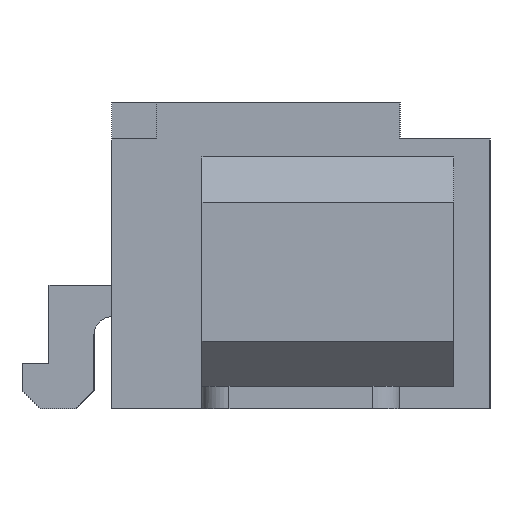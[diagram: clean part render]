
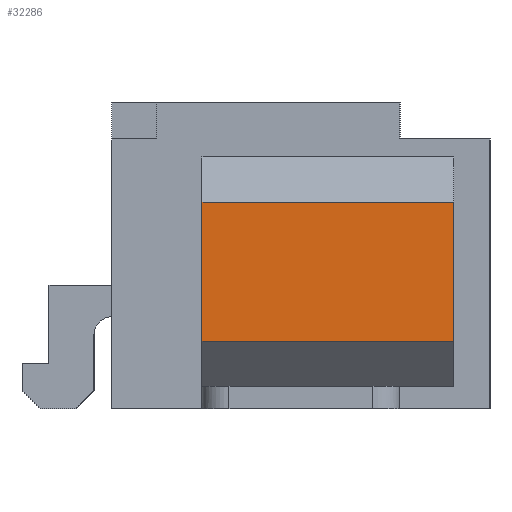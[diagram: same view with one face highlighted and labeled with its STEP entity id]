
A CAD part, left-side view. The second image highlights one B-rep face of the part: STEP entity #32286.
In plain terms, the highlighted planar face has unit normal (-1, 0, 0).
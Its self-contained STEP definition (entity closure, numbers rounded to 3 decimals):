
#11369 = PLANE('',#11370);
#11370 = AXIS2_PLACEMENT_3D('',#11371,#11372,#11373);
#11371 = CARTESIAN_POINT('',(-10.25,-0.35,0.25));
#11372 = DIRECTION('',(0.,-1.,0.));
#11373 = DIRECTION('',(0.,0.,-1.));
#11591 = PLANE('',#11592);
#11592 = AXIS2_PLACEMENT_3D('',#11593,#11594,#11595);
#11593 = CARTESIAN_POINT('',(-10.25,-3.15,0.25));
#11594 = DIRECTION('',(0.,-1.,0.));
#11595 = DIRECTION('',(0.,0.,-1.));
#25220 = PLANE('',#25221);
#25221 = AXIS2_PLACEMENT_3D('',#25222,#25223,#25224);
#25222 = CARTESIAN_POINT('',(-12.,-0.35,2.3));
#25223 = DIRECTION('',(0.,0.,1.));
#25224 = DIRECTION('',(1.,0.,0.));
#25304 = VERTEX_POINT('',#25305);
#25305 = CARTESIAN_POINT('',(-12.,-3.15,2.3));
#25326 = EDGE_CURVE('',#25327,#25304,#25329,.T.);
#25327 = VERTEX_POINT('',#25328);
#25328 = CARTESIAN_POINT('',(-12.,-3.15,0.75));
#25329 = SURFACE_CURVE('',#25330,(#25334,#25341),.PCURVE_S1.);
#25330 = LINE('',#25331,#25332);
#25331 = CARTESIAN_POINT('',(-12.,-3.15,0.75));
#25332 = VECTOR('',#25333,1.);
#25333 = DIRECTION('',(0.,0.,1.));
#25334 = PCURVE('',#11591,#25335);
#25335 = DEFINITIONAL_REPRESENTATION('',(#25336),#25340);
#25336 = LINE('',#25337,#25338);
#25337 = CARTESIAN_POINT('',(-0.5,-1.75));
#25338 = VECTOR('',#25339,1.);
#25339 = DIRECTION('',(-1.,0.));
#25340 = ( GEOMETRIC_REPRESENTATION_CONTEXT(2)
PARAMETRIC_REPRESENTATION_CONTEXT() REPRESENTATION_CONTEXT('2D SPACE',''
) );
#25341 = PCURVE('',#25342,#25347);
#25342 = PLANE('',#25343);
#25343 = AXIS2_PLACEMENT_3D('',#25344,#25345,#25346);
#25344 = CARTESIAN_POINT('',(-12.,-0.35,0.75));
#25345 = DIRECTION('',(-1.,0.,0.));
#25346 = DIRECTION('',(0.,0.,1.));
#25347 = DEFINITIONAL_REPRESENTATION('',(#25348),#25352);
#25348 = LINE('',#25349,#25350);
#25349 = CARTESIAN_POINT('',(0.,-2.8));
#25350 = VECTOR('',#25351,1.);
#25351 = DIRECTION('',(1.,0.));
#25352 = ( GEOMETRIC_REPRESENTATION_CONTEXT(2)
PARAMETRIC_REPRESENTATION_CONTEXT() REPRESENTATION_CONTEXT('2D SPACE',''
) );
#25368 = PLANE('',#25369);
#25369 = AXIS2_PLACEMENT_3D('',#25370,#25371,#25372);
#25370 = CARTESIAN_POINT('',(-11.5,-0.35,0.25));
#25371 = DIRECTION('',(-0.707,0.,-0.707));
#25372 = DIRECTION('',(-0.707,0.,0.707));
#26096 = VERTEX_POINT('',#26097);
#26097 = CARTESIAN_POINT('',(-12.,-0.35,2.3));
#26118 = EDGE_CURVE('',#26119,#26096,#26121,.T.);
#26119 = VERTEX_POINT('',#26120);
#26120 = CARTESIAN_POINT('',(-12.,-0.35,0.75));
#26121 = SURFACE_CURVE('',#26122,(#26126,#26133),.PCURVE_S1.);
#26122 = LINE('',#26123,#26124);
#26123 = CARTESIAN_POINT('',(-12.,-0.35,0.75));
#26124 = VECTOR('',#26125,1.);
#26125 = DIRECTION('',(0.,0.,1.));
#26126 = PCURVE('',#11369,#26127);
#26127 = DEFINITIONAL_REPRESENTATION('',(#26128),#26132);
#26128 = LINE('',#26129,#26130);
#26129 = CARTESIAN_POINT('',(-0.5,-1.75));
#26130 = VECTOR('',#26131,1.);
#26131 = DIRECTION('',(-1.,0.));
#26132 = ( GEOMETRIC_REPRESENTATION_CONTEXT(2)
PARAMETRIC_REPRESENTATION_CONTEXT() REPRESENTATION_CONTEXT('2D SPACE',''
) );
#26133 = PCURVE('',#25342,#26134);
#26134 = DEFINITIONAL_REPRESENTATION('',(#26135),#26139);
#26135 = LINE('',#26136,#26137);
#26136 = CARTESIAN_POINT('',(0.,0.));
#26137 = VECTOR('',#26138,1.);
#26138 = DIRECTION('',(1.,0.));
#26139 = ( GEOMETRIC_REPRESENTATION_CONTEXT(2)
PARAMETRIC_REPRESENTATION_CONTEXT() REPRESENTATION_CONTEXT('2D SPACE',''
) );
#32187 = EDGE_CURVE('',#26096,#25304,#32188,.T.);
#32188 = SURFACE_CURVE('',#32189,(#32193,#32200),.PCURVE_S1.);
#32189 = LINE('',#32190,#32191);
#32190 = CARTESIAN_POINT('',(-12.,-0.35,2.3));
#32191 = VECTOR('',#32192,1.);
#32192 = DIRECTION('',(0.,-1.,0.));
#32193 = PCURVE('',#25220,#32194);
#32194 = DEFINITIONAL_REPRESENTATION('',(#32195),#32199);
#32195 = LINE('',#32196,#32197);
#32196 = CARTESIAN_POINT('',(0.,0.));
#32197 = VECTOR('',#32198,1.);
#32198 = DIRECTION('',(0.,-1.));
#32199 = ( GEOMETRIC_REPRESENTATION_CONTEXT(2)
PARAMETRIC_REPRESENTATION_CONTEXT() REPRESENTATION_CONTEXT('2D SPACE',''
) );
#32200 = PCURVE('',#25342,#32201);
#32201 = DEFINITIONAL_REPRESENTATION('',(#32202),#32206);
#32202 = LINE('',#32203,#32204);
#32203 = CARTESIAN_POINT('',(1.55,0.));
#32204 = VECTOR('',#32205,1.);
#32205 = DIRECTION('',(0.,-1.));
#32206 = ( GEOMETRIC_REPRESENTATION_CONTEXT(2)
PARAMETRIC_REPRESENTATION_CONTEXT() REPRESENTATION_CONTEXT('2D SPACE',''
) );
#32265 = EDGE_CURVE('',#26119,#25327,#32266,.T.);
#32266 = SURFACE_CURVE('',#32267,(#32271,#32278),.PCURVE_S1.);
#32267 = LINE('',#32268,#32269);
#32268 = CARTESIAN_POINT('',(-12.,-0.35,0.75));
#32269 = VECTOR('',#32270,1.);
#32270 = DIRECTION('',(0.,-1.,0.));
#32271 = PCURVE('',#25368,#32272);
#32272 = DEFINITIONAL_REPRESENTATION('',(#32273),#32277);
#32273 = LINE('',#32274,#32275);
#32274 = CARTESIAN_POINT('',(0.707,0.));
#32275 = VECTOR('',#32276,1.);
#32276 = DIRECTION('',(0.,-1.));
#32277 = ( GEOMETRIC_REPRESENTATION_CONTEXT(2)
PARAMETRIC_REPRESENTATION_CONTEXT() REPRESENTATION_CONTEXT('2D SPACE',''
) );
#32278 = PCURVE('',#25342,#32279);
#32279 = DEFINITIONAL_REPRESENTATION('',(#32280),#32284);
#32280 = LINE('',#32281,#32282);
#32281 = CARTESIAN_POINT('',(0.,0.));
#32282 = VECTOR('',#32283,1.);
#32283 = DIRECTION('',(0.,-1.));
#32284 = ( GEOMETRIC_REPRESENTATION_CONTEXT(2)
PARAMETRIC_REPRESENTATION_CONTEXT() REPRESENTATION_CONTEXT('2D SPACE',''
) );
#32286 = ADVANCED_FACE('',(#32287),#25342,.T.);
#32287 = FACE_BOUND('',#32288,.T.);
#32288 = EDGE_LOOP('',(#32289,#32290,#32291,#32292));
#32289 = ORIENTED_EDGE('',*,*,#32265,.T.);
#32290 = ORIENTED_EDGE('',*,*,#25326,.T.);
#32291 = ORIENTED_EDGE('',*,*,#32187,.F.);
#32292 = ORIENTED_EDGE('',*,*,#26118,.F.);
